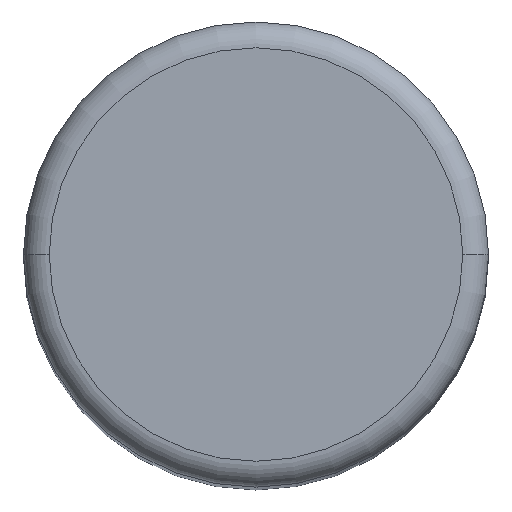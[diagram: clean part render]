
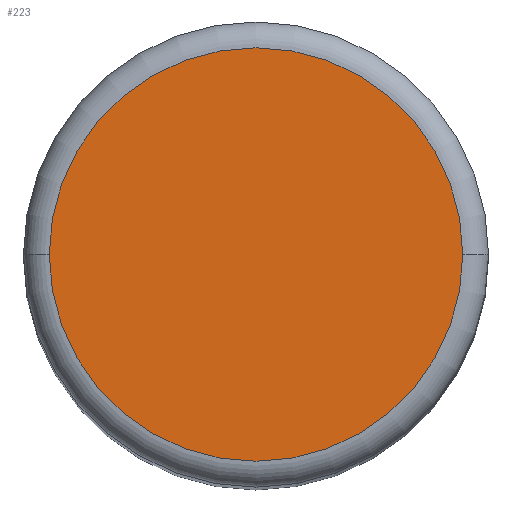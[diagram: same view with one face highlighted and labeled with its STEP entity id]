
A CAD part, top view. The second image highlights one B-rep face of the part: STEP entity #223.
In plain terms, the highlighted planar face has unit normal (0, 0, 1).
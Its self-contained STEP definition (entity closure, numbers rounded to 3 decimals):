
#131=CARTESIAN_POINT('Vertex',(8.,0.,65.2)) ;
#138=CARTESIAN_POINT('Vertex',(-8.,0.,65.2)) ;
#141=CARTESIAN_POINT('Axis2P3D Location',(0.,0.,65.2)) ;
#192=CARTESIAN_POINT('Axis2P3D Location',(0.,0.,65.2)) ;
#214=CARTESIAN_POINT('Axis2P3D Location',(0.,0.,65.2)) ;
#142=DIRECTION('Axis2P3D Direction',(-0.,0.,1.)) ;
#193=DIRECTION('Axis2P3D Direction',(0.,-0.,1.)) ;
#215=DIRECTION('Axis2P3D Direction',(0.,0.,1.)) ;
#216=DIRECTION('Axis2P3D XDirection',(1.,0.,0.)) ;
#143=AXIS2_PLACEMENT_3D('Circle Axis2P3D',#141,#142,$) ;
#194=AXIS2_PLACEMENT_3D('Circle Axis2P3D',#192,#193,$) ;
#217=AXIS2_PLACEMENT_3D('Plane Axis2P3D',#214,#215,#216) ;
#220=ORIENTED_EDGE('',*,*,#145,.T.) ;
#221=ORIENTED_EDGE('',*,*,#196,.T.) ;
#223=ADVANCED_FACE('PartBody',(#222),#218,.T.) ;
#144=CIRCLE('generated circle',#143,8.) ;
#195=CIRCLE('generated circle',#194,8.) ;
#145=EDGE_CURVE('',#132,#139,#144,.T.) ;
#196=EDGE_CURVE('',#139,#132,#195,.T.) ;
#219=EDGE_LOOP('',(#220,#221)) ;
#222=FACE_OUTER_BOUND('',#219,.T.) ;
#218=PLANE('',#217) ;
#132=VERTEX_POINT('',#131) ;
#139=VERTEX_POINT('',#138) ;
